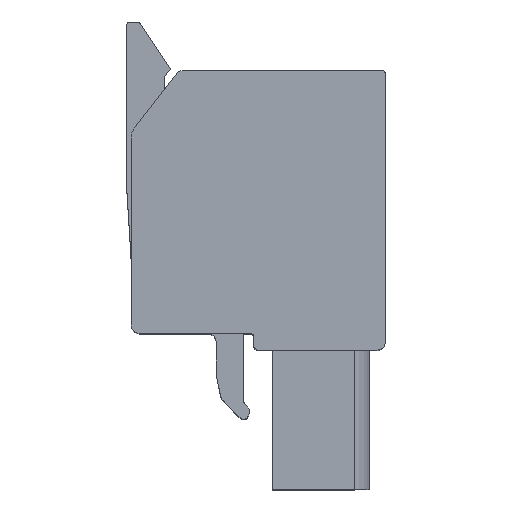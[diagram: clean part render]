
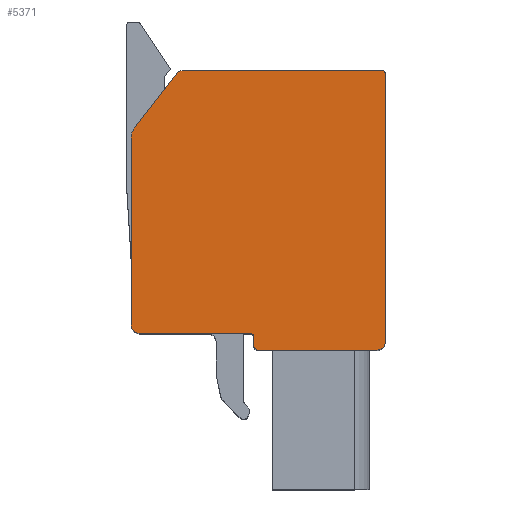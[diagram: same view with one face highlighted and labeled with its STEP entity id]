
A CAD part, top view. The second image highlights one B-rep face of the part: STEP entity #5371.
In plain terms, the highlighted planar face has unit normal (0, 0, 1).
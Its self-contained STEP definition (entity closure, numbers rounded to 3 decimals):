
#142=DIRECTION('',(1.,0.,0.));
#143=VECTOR('',#142,7.05);
#144=CARTESIAN_POINT('',(9.402,11.784,2.94));
#145=LINE('',#144,#143);
#595=CARTESIAN_POINT('',(9.402,12.084,2.94));
#596=DIRECTION('',(0.,0.,1.));
#597=DIRECTION('',(-1.,0.,0.));
#598=AXIS2_PLACEMENT_3D('',#595,#596,#597);
#600=DIRECTION('',(0.,-1.,0.));
#601=VECTOR('',#600,0.5);
#602=CARTESIAN_POINT('',(9.102,12.584,2.94));
#603=LINE('',#602,#601);
#604=CARTESIAN_POINT('',(8.902,12.584,2.94));
#605=DIRECTION('',(0.,0.,-1.));
#606=DIRECTION('',(0.,1.,0.));
#607=AXIS2_PLACEMENT_3D('',#604,#605,#606);
#609=DIRECTION('',(1.,0.,0.));
#610=VECTOR('',#609,6.61);
#611=CARTESIAN_POINT('',(2.292,12.784,2.94));
#612=LINE('',#611,#610);
#613=CARTESIAN_POINT('',(2.292,13.284,2.94));
#614=DIRECTION('',(0.,0.,1.));
#615=DIRECTION('',(-1.,0.,0.));
#616=AXIS2_PLACEMENT_3D('',#613,#614,#615);
#618=DIRECTION('',(0.,-1.,0.));
#619=VECTOR('',#618,11.132);
#620=CARTESIAN_POINT('',(1.792,24.416,2.94));
#621=LINE('',#620,#619);
#622=CARTESIAN_POINT('',(2.792,24.416,2.94));
#623=DIRECTION('',(0.,0.,1.));
#624=DIRECTION('',(-0.789,0.614,0.));
#625=AXIS2_PLACEMENT_3D('',#622,#623,#624);
#627=DIRECTION('',(-0.614,-0.789,0.));
#628=VECTOR('',#627,4.1);
#629=CARTESIAN_POINT('',(4.52,28.266,2.94));
#630=LINE('',#629,#628);
#631=CARTESIAN_POINT('',(4.915,27.959,2.94));
#632=DIRECTION('',(0.,0.,1.));
#633=DIRECTION('',(0.,1.,0.));
#634=AXIS2_PLACEMENT_3D('',#631,#632,#633);
#636=DIRECTION('',(-1.,0.,0.));
#637=VECTOR('',#636,11.838);
#638=CARTESIAN_POINT('',(16.752,28.459,2.94));
#639=LINE('',#638,#637);
#640=CARTESIAN_POINT('',(16.752,28.259,2.94));
#641=DIRECTION('',(0.,0.,1.));
#642=DIRECTION('',(1.,0.,0.));
#643=AXIS2_PLACEMENT_3D('',#640,#641,#642);
#645=DIRECTION('',(0.,1.,0.));
#646=VECTOR('',#645,15.975);
#647=CARTESIAN_POINT('',(16.952,12.284,2.94));
#648=LINE('',#647,#646);
#649=CARTESIAN_POINT('',(16.452,12.284,2.94));
#650=DIRECTION('',(0.,0.,1.));
#651=DIRECTION('',(0.,-1.,0.));
#652=AXIS2_PLACEMENT_3D('',#649,#650,#651);
#3479=CARTESIAN_POINT('',(2.003,25.03,2.94));
#3480=CARTESIAN_POINT('',(1.792,24.416,2.94));
#3481=VERTEX_POINT('',#3479);
#3482=VERTEX_POINT('',#3480);
#3483=CARTESIAN_POINT('',(1.792,13.284,2.94));
#3484=VERTEX_POINT('',#3483);
#3485=CARTESIAN_POINT('',(2.292,12.784,2.94));
#3486=VERTEX_POINT('',#3485);
#3487=CARTESIAN_POINT('',(8.902,12.784,2.94));
#3488=VERTEX_POINT('',#3487);
#3489=CARTESIAN_POINT('',(9.102,12.584,2.94));
#3490=VERTEX_POINT('',#3489);
#3491=CARTESIAN_POINT('',(9.102,12.084,2.94));
#3492=VERTEX_POINT('',#3491);
#3493=CARTESIAN_POINT('',(9.402,11.784,2.94));
#3494=VERTEX_POINT('',#3493);
#3495=CARTESIAN_POINT('',(16.452,11.784,2.94));
#3496=CARTESIAN_POINT('',(16.952,12.284,2.94));
#3497=VERTEX_POINT('',#3495);
#3498=VERTEX_POINT('',#3496);
#3499=CARTESIAN_POINT('',(16.952,28.259,2.94));
#3500=VERTEX_POINT('',#3499);
#3501=CARTESIAN_POINT('',(16.752,28.459,2.94));
#3502=VERTEX_POINT('',#3501);
#3503=CARTESIAN_POINT('',(4.915,28.459,2.94));
#3504=VERTEX_POINT('',#3503);
#3505=CARTESIAN_POINT('',(4.52,28.266,2.94));
#3506=VERTEX_POINT('',#3505);
#5337=CARTESIAN_POINT('',(0.,0.,2.94));
#5338=DIRECTION('',(0.,0.,1.));
#5339=DIRECTION('',(1.,0.,0.));
#5340=AXIS2_PLACEMENT_3D('',#5337,#5338,#5339);
#5341=PLANE('',#5340);
#5342=ORIENTED_EDGE('',*,*,#4500,.F.);
#5344=ORIENTED_EDGE('',*,*,#5343,.F.);
#5346=ORIENTED_EDGE('',*,*,#5345,.F.);
#5348=ORIENTED_EDGE('',*,*,#5347,.F.);
#5350=ORIENTED_EDGE('',*,*,#5349,.F.);
#5352=ORIENTED_EDGE('',*,*,#5351,.F.);
#5354=ORIENTED_EDGE('',*,*,#5353,.F.);
#5356=ORIENTED_EDGE('',*,*,#5355,.F.);
#5358=ORIENTED_EDGE('',*,*,#5357,.F.);
#5360=ORIENTED_EDGE('',*,*,#5359,.F.);
#5362=ORIENTED_EDGE('',*,*,#5361,.F.);
#5364=ORIENTED_EDGE('',*,*,#5363,.F.);
#5366=ORIENTED_EDGE('',*,*,#5365,.F.);
#5368=ORIENTED_EDGE('',*,*,#5367,.F.);
#5369=EDGE_LOOP('',(#5342,#5344,#5346,#5348,#5350,#5352,#5354,#5356,#5358,#5360,
#5362,#5364,#5366,#5368));
#5370=FACE_OUTER_BOUND('',#5369,.F.);
#5371=ADVANCED_FACE('',(#5370),#5341,.T.);
#599=CIRCLE('',#598,0.3);
#608=CIRCLE('',#607,0.2);
#617=CIRCLE('',#616,0.5);
#626=CIRCLE('',#625,1.);
#635=CIRCLE('',#634,0.5);
#644=CIRCLE('',#643,0.2);
#653=CIRCLE('',#652,0.5);
#4500=EDGE_CURVE('',#3494,#3497,#145,.T.);
#5343=EDGE_CURVE('',#3492,#3494,#599,.T.);
#5345=EDGE_CURVE('',#3490,#3492,#603,.T.);
#5347=EDGE_CURVE('',#3488,#3490,#608,.T.);
#5349=EDGE_CURVE('',#3486,#3488,#612,.T.);
#5351=EDGE_CURVE('',#3484,#3486,#617,.T.);
#5353=EDGE_CURVE('',#3482,#3484,#621,.T.);
#5355=EDGE_CURVE('',#3481,#3482,#626,.T.);
#5357=EDGE_CURVE('',#3506,#3481,#630,.T.);
#5359=EDGE_CURVE('',#3504,#3506,#635,.T.);
#5361=EDGE_CURVE('',#3502,#3504,#639,.T.);
#5363=EDGE_CURVE('',#3500,#3502,#644,.T.);
#5365=EDGE_CURVE('',#3498,#3500,#648,.T.);
#5367=EDGE_CURVE('',#3497,#3498,#653,.T.);
